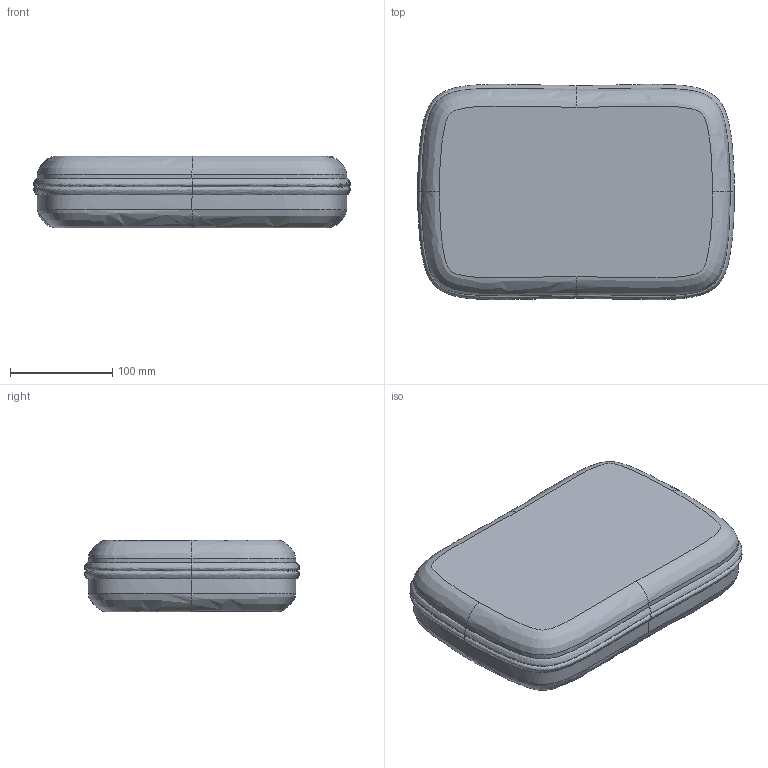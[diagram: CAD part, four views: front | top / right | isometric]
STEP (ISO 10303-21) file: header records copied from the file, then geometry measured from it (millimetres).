
FILE_DESCRIPTION(/* description */ (''),/* implementation_level */ '2;1');
FILE_NAME(/* name */ 'SUREWO Case Large v8.step',/* time_stamp */ '2021-07-16T19:57:38-04:00',/* author */ (''),/* organization */ (''),/* preprocessor_version */ 'ST-DEVELOPER v18.1',/* originating_system */ 'Autodesk Translation Framework v10.9.0.1377',/* authorisation */ '');
FILE_SCHEMA (('AUTOMOTIVE_DESIGN { 1 0 10303 214 3 1 1 }'));
Length unit declared in the file: millimetre
Products named in the file (9): SUREWO Case Large; SUREWO Case Large ; Base; Lid; 12S4P TopPack battery; TopBattery; Component96; LLT 12S Li-ion 20A BMS; BMS
Assembly tree (10 placements, depth 5):
  SUREWO Case Large
    SUREWO Case Large 
      Base
      Lid
    12S4P TopPack battery
      TopBattery
        Component96  x3
        LLT 12S Li-ion 20A BMS
          BMS
Bounding box: 309.51 x 210.38 x 70 mm (x, y, z)
Volume: 2027013 mm3; surface area: 625545.9 mm2
Topology: 53 solids, 53 shells, 300 faces, 552 edges, 360 vertices
Faces by surface type: plane 160, cylinder 100, bspline 40
Full cylindrical faces by diameter (mm): 21 x48
Entity records: 15475 total; most frequent: CARTESIAN_POINT 10836, ORIENTED_EDGE 912, DIRECTION 880, EDGE_CURVE 456, AXIS2_PLACEMENT_3D 320, VERTEX_POINT 296, LINE 240, VECTOR 240
